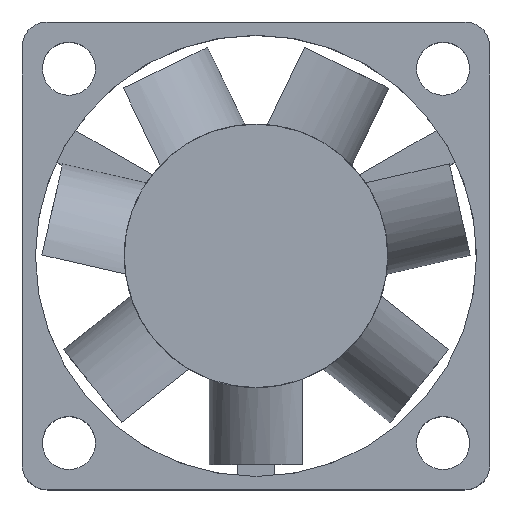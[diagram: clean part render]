
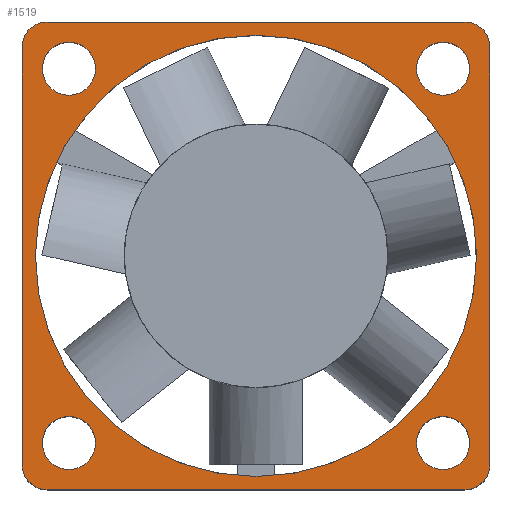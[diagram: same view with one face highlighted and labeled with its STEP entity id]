
A CAD part, top view. The second image highlights one B-rep face of the part: STEP entity #1519.
In plain terms, the highlighted planar face has unit normal (0, 0, 1).
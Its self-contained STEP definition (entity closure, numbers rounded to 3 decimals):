
#39=PLANE('',#1683);
#61=FACE_BOUND('',#236,.T.);
#62=FACE_BOUND('',#237,.T.);
#63=FACE_BOUND('',#238,.T.);
#64=FACE_BOUND('',#239,.T.);
#65=FACE_BOUND('',#240,.T.);
#145=FACE_OUTER_BOUND('',#235,.T.);
#235=EDGE_LOOP('',(#1269,#1270,#1271,#1272,#1273,#1274,#1275,#1276));
#236=EDGE_LOOP('',(#1277));
#237=EDGE_LOOP('',(#1278));
#238=EDGE_LOOP('',(#1279));
#239=EDGE_LOOP('',(#1280));
#240=EDGE_LOOP('',(#1281));
#325=LINE('',#2564,#451);
#333=LINE('',#2577,#459);
#341=LINE('',#2590,#467);
#349=LINE('',#2603,#475);
#451=VECTOR('',#1909,1000.);
#459=VECTOR('',#1919,1000.);
#467=VECTOR('',#1929,1000.);
#475=VECTOR('',#1939,1000.);
#525=CIRCLE('',#1560,1.6);
#527=CIRCLE('',#1563,1.6);
#529=CIRCLE('',#1566,1.6);
#531=CIRCLE('',#1569,1.6);
#537=CIRCLE('',#1578,1.7);
#539=CIRCLE('',#1581,1.7);
#541=CIRCLE('',#1584,1.7);
#543=CIRCLE('',#1587,1.7);
#545=CIRCLE('',#1590,14.15);
#605=VERTEX_POINT('',#2175);
#606=VERTEX_POINT('',#2176);
#609=VERTEX_POINT('',#2184);
#610=VERTEX_POINT('',#2185);
#613=VERTEX_POINT('',#2193);
#614=VERTEX_POINT('',#2194);
#617=VERTEX_POINT('',#2202);
#618=VERTEX_POINT('',#2203);
#641=VERTEX_POINT('',#2423);
#643=VERTEX_POINT('',#2429);
#645=VERTEX_POINT('',#2435);
#647=VERTEX_POINT('',#2441);
#649=VERTEX_POINT('',#2447);
#753=EDGE_CURVE('',#605,#606,#525,.T.);
#757=EDGE_CURVE('',#609,#610,#527,.T.);
#761=EDGE_CURVE('',#613,#614,#529,.T.);
#765=EDGE_CURVE('',#617,#618,#531,.T.);
#792=EDGE_CURVE('',#641,#641,#537,.T.);
#795=EDGE_CURVE('',#643,#643,#539,.T.);
#798=EDGE_CURVE('',#645,#645,#541,.T.);
#801=EDGE_CURVE('',#647,#647,#543,.T.);
#804=EDGE_CURVE('',#649,#649,#545,.T.);
#863=EDGE_CURVE('',#605,#618,#325,.T.);
#871=EDGE_CURVE('',#613,#610,#333,.T.);
#879=EDGE_CURVE('',#609,#606,#341,.T.);
#887=EDGE_CURVE('',#617,#614,#349,.T.);
#1269=ORIENTED_EDGE('',*,*,#765,.F.);
#1270=ORIENTED_EDGE('',*,*,#887,.T.);
#1271=ORIENTED_EDGE('',*,*,#761,.F.);
#1272=ORIENTED_EDGE('',*,*,#871,.T.);
#1273=ORIENTED_EDGE('',*,*,#757,.F.);
#1274=ORIENTED_EDGE('',*,*,#879,.T.);
#1275=ORIENTED_EDGE('',*,*,#753,.F.);
#1276=ORIENTED_EDGE('',*,*,#863,.T.);
#1277=ORIENTED_EDGE('',*,*,#801,.F.);
#1278=ORIENTED_EDGE('',*,*,#798,.F.);
#1279=ORIENTED_EDGE('',*,*,#792,.F.);
#1280=ORIENTED_EDGE('',*,*,#804,.F.);
#1281=ORIENTED_EDGE('',*,*,#795,.F.);
#1519=ADVANCED_FACE('',(#145,#61,#62,#63,#64,#65),#39,.F.);
#1560=AXIS2_PLACEMENT_3D('',#2177,#1725,#1726);
#1563=AXIS2_PLACEMENT_3D('',#2186,#1733,#1734);
#1566=AXIS2_PLACEMENT_3D('',#2195,#1741,#1742);
#1569=AXIS2_PLACEMENT_3D('',#2204,#1749,#1750);
#1578=AXIS2_PLACEMENT_3D('',#2424,#1772,#1773);
#1581=AXIS2_PLACEMENT_3D('',#2430,#1779,#1780);
#1584=AXIS2_PLACEMENT_3D('',#2436,#1786,#1787);
#1587=AXIS2_PLACEMENT_3D('',#2442,#1793,#1794);
#1590=AXIS2_PLACEMENT_3D('',#2448,#1800,#1801);
#1683=AXIS2_PLACEMENT_3D('',#2715,#2073,#2074);
#1725=DIRECTION('center_axis',(0.,0.,-1.));
#1726=DIRECTION('ref_axis',(-0.707,0.707,0.));
#1733=DIRECTION('center_axis',(0.,0.,-1.));
#1734=DIRECTION('ref_axis',(0.707,0.707,0.));
#1741=DIRECTION('center_axis',(0.,0.,-1.));
#1742=DIRECTION('ref_axis',(0.707,-0.707,0.));
#1749=DIRECTION('center_axis',(0.,0.,-1.));
#1750=DIRECTION('ref_axis',(-0.707,-0.707,0.));
#1772=DIRECTION('center_axis',(0.,0.,1.));
#1773=DIRECTION('ref_axis',(1.,0.,0.));
#1779=DIRECTION('center_axis',(0.,0.,1.));
#1780=DIRECTION('ref_axis',(1.,0.,0.));
#1786=DIRECTION('center_axis',(0.,0.,1.));
#1787=DIRECTION('ref_axis',(1.,0.,0.));
#1793=DIRECTION('center_axis',(0.,0.,1.));
#1794=DIRECTION('ref_axis',(1.,0.,0.));
#1800=DIRECTION('center_axis',(0.,0.,1.));
#1801=DIRECTION('ref_axis',(1.,0.,0.));
#1909=DIRECTION('',(0.,-1.,0.));
#1919=DIRECTION('',(0.,1.,0.));
#1929=DIRECTION('',(-1.,0.,0.));
#1939=DIRECTION('',(1.,0.,0.));
#2073=DIRECTION('center_axis',(0.,0.,-1.));
#2074=DIRECTION('ref_axis',(1.,0.,0.));
#2175=CARTESIAN_POINT('',(-15.,13.4,10.));
#2176=CARTESIAN_POINT('',(-13.4,15.,10.));
#2177=CARTESIAN_POINT('Origin',(-13.4,13.4,10.));
#2184=CARTESIAN_POINT('',(13.4,15.,10.));
#2185=CARTESIAN_POINT('',(15.,13.4,10.));
#2186=CARTESIAN_POINT('Origin',(13.4,13.4,10.));
#2193=CARTESIAN_POINT('',(15.,-13.4,10.));
#2194=CARTESIAN_POINT('',(13.4,-15.,10.));
#2195=CARTESIAN_POINT('Origin',(13.4,-13.4,10.));
#2202=CARTESIAN_POINT('',(-13.4,-15.,10.));
#2203=CARTESIAN_POINT('',(-15.,-13.4,10.));
#2204=CARTESIAN_POINT('Origin',(-13.4,-13.4,10.));
#2423=CARTESIAN_POINT('',(10.3,-12.,10.));
#2424=CARTESIAN_POINT('Origin',(12.,-12.,10.));
#2429=CARTESIAN_POINT('',(-13.7,12.,10.));
#2430=CARTESIAN_POINT('Origin',(-12.,12.,10.));
#2435=CARTESIAN_POINT('',(10.3,12.,10.));
#2436=CARTESIAN_POINT('Origin',(12.,12.,10.));
#2441=CARTESIAN_POINT('',(-13.7,-12.,10.));
#2442=CARTESIAN_POINT('Origin',(-12.,-12.,10.));
#2447=CARTESIAN_POINT('',(-14.15,0.,10.));
#2448=CARTESIAN_POINT('Origin',(0.,0.,10.));
#2564=CARTESIAN_POINT('',(-15.,15.,10.));
#2577=CARTESIAN_POINT('',(15.,-15.,10.));
#2590=CARTESIAN_POINT('',(15.,15.,10.));
#2603=CARTESIAN_POINT('',(-15.,-15.,10.));
#2715=CARTESIAN_POINT('Origin',(0.,0.,10.));
